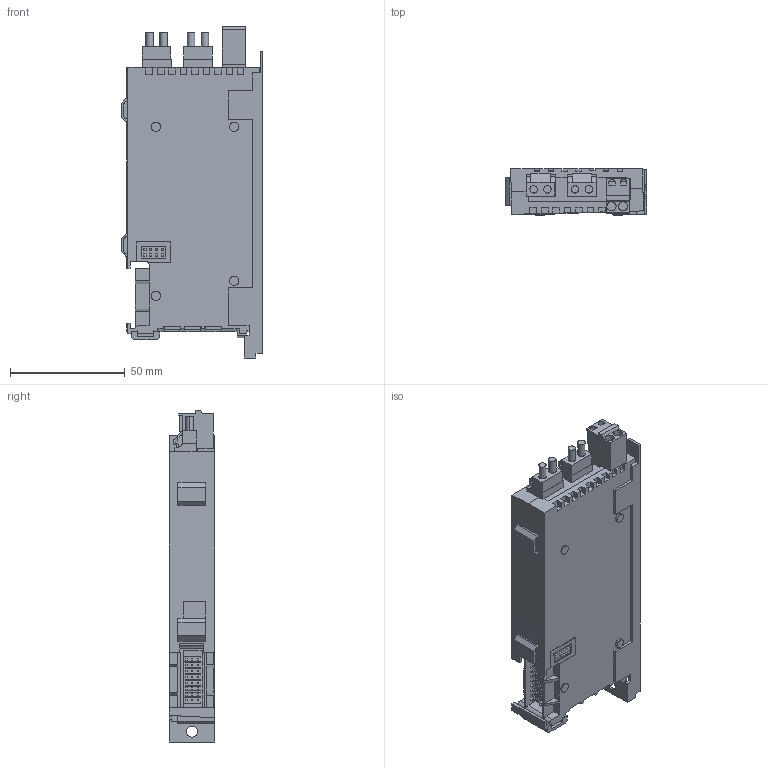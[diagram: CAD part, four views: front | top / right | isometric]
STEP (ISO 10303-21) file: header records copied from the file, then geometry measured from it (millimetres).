
FILE_DESCRIPTION((''),'2;1');
FILE_NAME('OUT_OC7F2_','2024-08-01T13:45:34',('U388355'),('Danfoss Drives'),'CREO PARAMETRIC BY PTC INC, 2022124','CREO PARAMETRIC BY PTC INC, 2022124','');
FILE_SCHEMA(('CONFIG_CONTROL_DESIGN','GEOMETRIC_VALIDATION_PROPERTIES_MIM'));
Length unit declared in the file: millimetre
Products named in the file (1): OUT_OC7F2_
Bounding box: 61.64 x 20 x 144.48 mm (x, y, z)
Volume: 128157.6 mm3; surface area: 28099.5 mm2
Topology: 3 solids, 3 shells, 665 faces, 1873 edges, 1240 vertices
Faces by surface type: plane 608, cylinder 53, extrusion 4
Entity records: 22860 total; most frequent: CARTESIAN_POINT 4061, ORIENTED_EDGE 3746, DIRECTION 3291, EDGE_CURVE 1873, VECTOR 1719, LINE 1715, COLOUR_RGB 1360, VERTEX_POINT 1240
